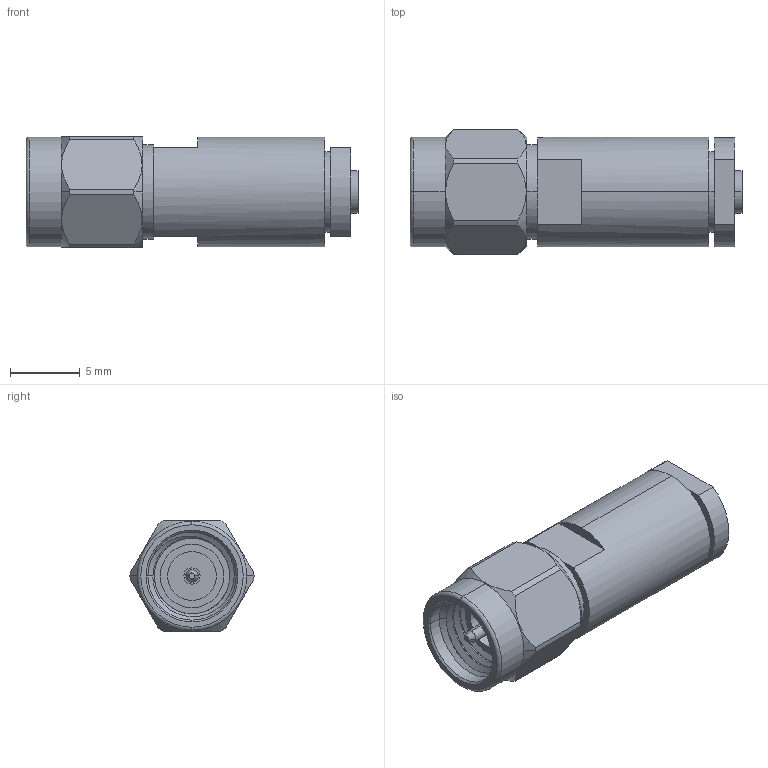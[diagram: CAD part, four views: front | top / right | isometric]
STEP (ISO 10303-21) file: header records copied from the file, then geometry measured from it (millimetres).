
FILE_DESCRIPTION (( 'STEP AP203' ), '1' );
FILE_NAME ('FMCN1827_3D.STEP', '2022-02-11T20:47:25', ( '' ), ( '' ), 'SwSTEP 2.0', 'SolidWorks 2021', '' );
FILE_SCHEMA (( 'CONFIG_CONTROL_DESIGN' ));
Length unit declared in the file: inch
Products named in the file (1): FMCN1827_3D
Bounding box: 23.88 x 8.92 x 7.92 mm (x, y, z)
Volume: 967.2 mm3; surface area: 1032.2 mm2
Topology: 1 solids, 1 shells, 88 faces, 216 edges, 140 vertices
Faces by surface type: cylinder 41, plane 29, cone 13, bspline 3, torus 2
Entity records: 3744 total; most frequent: CARTESIAN_POINT 1626, DIRECTION 432, ORIENTED_EDGE 432, EDGE_CURVE 216, AXIS2_PLACEMENT_3D 176, VERTEX_POINT 140, EDGE_LOOP 98, CIRCLE 90
